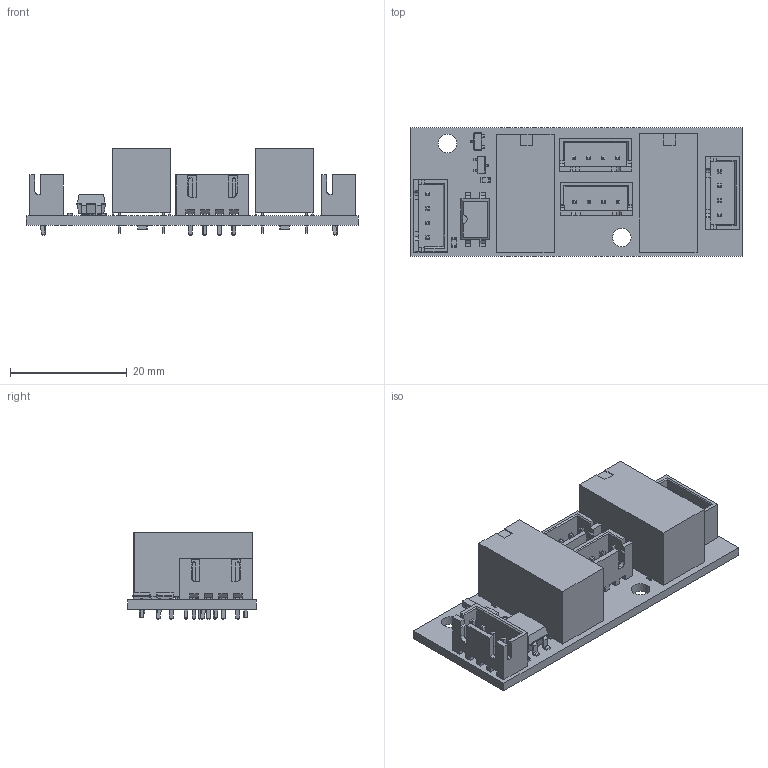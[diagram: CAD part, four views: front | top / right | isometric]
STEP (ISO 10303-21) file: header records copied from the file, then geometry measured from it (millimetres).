
FILE_DESCRIPTION(('KiCad electronic assembly'),'2;1');
FILE_NAME('Relay-Board.step','2020-12-07T13:21:12',('An Author'),( 'A Company'),'Open CASCADE STEP processor 6.9', 'KiCad to STEP converter','Unknown');
FILE_SCHEMA(('AUTOMOTIVE_DESIGN { 1 0 10303 214 1 1 1 1 }'));
Length unit declared in the file: millimetre
Products named in the file (14): Open CASCADE STEP translator 6.9 1; SMDIP-4_W9.53mm; SOLID; SOT-23; R_0603_1608Metric; D_0603_1608Metric; Relay_DPDT_Omron_G5V-2; JST_XH_B4B-XH-A_1x04_P2.50mm_Vertical; COMPOUND
Assembly tree (20 placements, depth 3):
  Open CASCADE STEP translator 6.9 1
    SMDIP-4_W9.53mm
      SOLID
    SOT-23  x2
      SOLID
    R_0603_1608Metric  x2
      SOLID
    D_0603_1608Metric  x2
      SOLID
    Relay_DPDT_Omron_G5V-2  x2
      SOLID
    JST_XH_B4B-XH-A_1x04_P2.50mm_Vertical  x4
      SOLID
    COMPOUND
Bounding box: 56.9 x 21.97 x 14.9 mm (x, y, z)
Volume: 7480.4 mm3; surface area: 7842 mm2
Topology: 14 solids, 14 shells, 1102 faces, 2842 edges, 1818 vertices
Faces by surface type: plane 893, cylinder 135, bspline 74
Full cylindrical faces by diameter (mm): 0.7 x16, 0.95 x16, 3.2 x2
Entity records: 34234 total; most frequent: CARTESIAN_POINT 6396, DIRECTION 4494, LINE 3132, VECTOR 3132, ORIENTED_EDGE 2434, PCURVE 2434, DEFINITIONAL_REPRESENTATION 2434, EDGE_CURVE 1217
